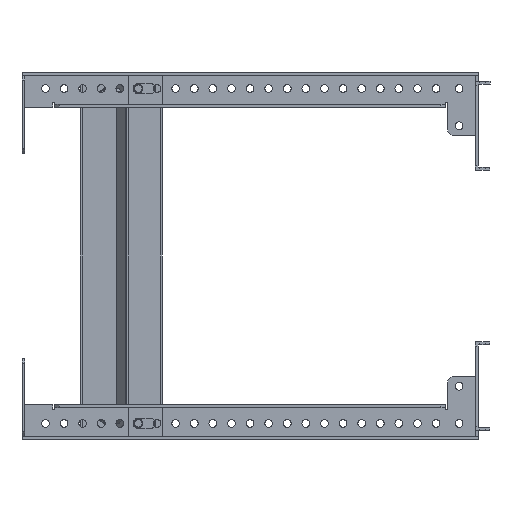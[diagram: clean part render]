
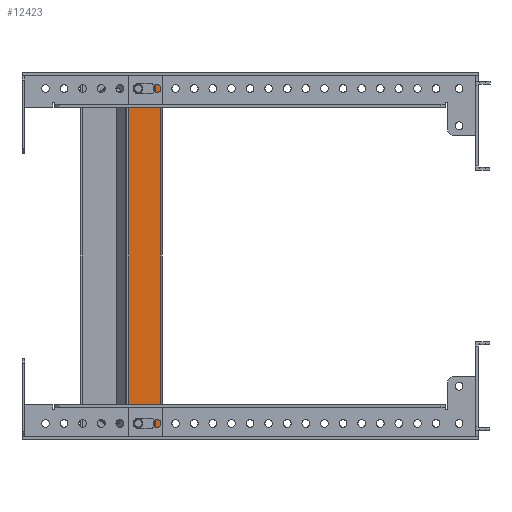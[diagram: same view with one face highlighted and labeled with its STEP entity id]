
A CAD part, front view. The second image highlights one B-rep face of the part: STEP entity #12423.
In plain terms, the highlighted planar face has unit normal (0, -1, 0).
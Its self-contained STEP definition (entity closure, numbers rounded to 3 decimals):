
#583 = LINE ( 'NONE', #16022, #37762 ) ;
#1177 = CARTESIAN_POINT ( 'NONE',  ( 1105.77, -253.815, -122.5 ) ) ;
#1259 = EDGE_CURVE ( 'NONE', #1280, #34043, #33985, .T. ) ;
#1280 = VERTEX_POINT ( 'NONE', #5053 ) ;
#2053 = EDGE_LOOP ( 'NONE', ( #24187, #32544, #6664, #32648 ) ) ;
#2102 = CARTESIAN_POINT ( 'NONE',  ( 1112.27, -253.815, -109. ) ) ;
#3705 = EDGE_CURVE ( 'NONE', #35795, #10463, #11270, .T. ) ;
#4057 = ORIENTED_EDGE ( 'NONE', *, *, #7365, .T. ) ;
#4627 = VECTOR ( 'NONE', #20009, 1000. ) ;
#4964 = EDGE_CURVE ( 'NONE', #32550, #33865, #31160, .T. ) ;
#5053 = CARTESIAN_POINT ( 'NONE',  ( 1108.77, -253.815, 112.5 ) ) ;
#5099 = CIRCLE ( 'NONE', #19803, 3.5 ) ;
#5815 = CARTESIAN_POINT ( 'NONE',  ( 1112.27, -253.815, -112.5 ) ) ;
#5843 = CARTESIAN_POINT ( 'NONE',  ( 1112.27, -253.815, -112.5 ) ) ;
#6013 = PLANE ( 'NONE',  #13694 ) ;
#6664 = ORIENTED_EDGE ( 'NONE', *, *, #11298, .F. ) ;
#7076 = EDGE_LOOP ( 'NONE', ( #11510, #28278, #40481, #17139, #15857 ) ) ;
#7365 = EDGE_CURVE ( 'NONE', #38034, #30371, #583, .T. ) ;
#8518 = DIRECTION ( 'NONE',  ( -1., 0., 0. ) ) ;
#9103 = EDGE_CURVE ( 'NONE', #30371, #1280, #35824, .T. ) ;
#9265 = AXIS2_PLACEMENT_3D ( 'NONE', #5843, #11693, #14839 ) ;
#9482 = AXIS2_PLACEMENT_3D ( 'NONE', #5815, #28116, #12267 ) ;
#9797 = ORIENTED_EDGE ( 'NONE', *, *, #1259, .T. ) ;
#10287 = DIRECTION ( 'NONE',  ( -1., 0., 0. ) ) ;
#10463 = VERTEX_POINT ( 'NONE', #12593 ) ;
#11270 = LINE ( 'NONE', #11482, #12737 ) ;
#11298 = EDGE_CURVE ( 'NONE', #36758, #37849, #23956, .T. ) ;
#11311 = CARTESIAN_POINT ( 'NONE',  ( 1105.77, -253.815, 122.5 ) ) ;
#11482 = CARTESIAN_POINT ( 'NONE',  ( 1112.27, -253.815, -116. ) ) ;
#11510 = ORIENTED_EDGE ( 'NONE', *, *, #3705, .F. ) ;
#11672 = FACE_OUTER_BOUND ( 'NONE', #2053, .T. ) ;
#11693 = DIRECTION ( 'NONE',  ( 0., -1., 0. ) ) ;
#11815 = CARTESIAN_POINT ( 'NONE',  ( 1120.27, -253.815, -112.5 ) ) ;
#11913 = DIRECTION ( 'NONE',  ( 1., 0., 0. ) ) ;
#12262 = CARTESIAN_POINT ( 'NONE',  ( 1112.27, -253.815, 112.5 ) ) ;
#12267 = DIRECTION ( 'NONE',  ( -1., 0., 0. ) ) ;
#12423 = ADVANCED_FACE ( 'NONE', ( #11672, #37128, #21683 ), #6013, .F. ) ;
#12593 = CARTESIAN_POINT ( 'NONE',  ( 1120.27, -253.815, -116. ) ) ;
#12737 = VECTOR ( 'NONE', #16955, 1000. ) ;
#13036 = CARTESIAN_POINT ( 'NONE',  ( 1112.27, -253.815, 116. ) ) ;
#13313 = EDGE_CURVE ( 'NONE', #10463, #34636, #5099, .T. ) ;
#13346 = CARTESIAN_POINT ( 'NONE',  ( 1112.27, -253.815, 109. ) ) ;
#13430 = DIRECTION ( 'NONE',  ( 0., 1., 0. ) ) ;
#13515 = DIRECTION ( 'NONE',  ( -1., 0., 0. ) ) ;
#13694 = AXIS2_PLACEMENT_3D ( 'NONE', #18986, #37727, #19189 ) ;
#13697 = CIRCLE ( 'NONE', #19042, 3.5 ) ;
#14798 = DIRECTION ( 'NONE',  ( -1., 0., 0. ) ) ;
#14839 = DIRECTION ( 'NONE',  ( -1., 0., 0. ) ) ;
#15103 = EDGE_CURVE ( 'NONE', #36273, #26978, #34120, .T. ) ;
#15508 = EDGE_CURVE ( 'NONE', #36758, #33865, #35388, .T. ) ;
#15597 = VECTOR ( 'NONE', #36286, 1000. ) ;
#15770 = CARTESIAN_POINT ( 'NONE',  ( 1105.77, -253.815, -122.5 ) ) ;
#15838 = AXIS2_PLACEMENT_3D ( 'NONE', #12262, #24989, #37722 ) ;
#15857 = ORIENTED_EDGE ( 'NONE', *, *, #13313, .F. ) ;
#15889 = CARTESIAN_POINT ( 'NONE',  ( 1105.77, -253.815, 122.5 ) ) ;
#16022 = CARTESIAN_POINT ( 'NONE',  ( 1112.27, -253.815, 109. ) ) ;
#16955 = DIRECTION ( 'NONE',  ( 1., 0., 0. ) ) ;
#17139 = ORIENTED_EDGE ( 'NONE', *, *, #20120, .F. ) ;
#17619 = ORIENTED_EDGE ( 'NONE', *, *, #9103, .T. ) ;
#17657 = VECTOR ( 'NONE', #28472, 1000. ) ;
#17809 = DIRECTION ( 'NONE',  ( -1., 0., 0. ) ) ;
#17920 = ORIENTED_EDGE ( 'NONE', *, *, #27021, .T. ) ;
#17956 = CARTESIAN_POINT ( 'NONE',  ( 1120.27, -253.815, 112.5 ) ) ;
#18537 = DIRECTION ( 'NONE',  ( 0., -1., 0. ) ) ;
#18986 = CARTESIAN_POINT ( 'NONE',  ( 1150.737, -253.815, 0. ) ) ;
#19042 = AXIS2_PLACEMENT_3D ( 'NONE', #17956, #39414, #14798 ) ;
#19189 = DIRECTION ( 'NONE',  ( 1., 0., 0. ) ) ;
#19211 = CARTESIAN_POINT ( 'NONE',  ( 1112.27, -253.815, -116. ) ) ;
#19803 = AXIS2_PLACEMENT_3D ( 'NONE', #11815, #18537, #8518 ) ;
#20009 = DIRECTION ( 'NONE',  ( 1., 0., 0. ) ) ;
#20120 = EDGE_CURVE ( 'NONE', #34636, #36273, #30923, .T. ) ;
#20309 = VECTOR ( 'NONE', #11913, 1000. ) ;
#21510 = CARTESIAN_POINT ( 'NONE',  ( 1120.27, -253.815, 116. ) ) ;
#21683 = FACE_BOUND ( 'NONE', #32990, .T. ) ;
#21915 = CARTESIAN_POINT ( 'NONE',  ( 1112.27, -253.815, 116. ) ) ;
#21941 = CIRCLE ( 'NONE', #9265, 3.5 ) ;
#22581 = CARTESIAN_POINT ( 'NONE',  ( 1128.272, -253.815, -122.5 ) ) ;
#22653 = DIRECTION ( 'NONE',  ( 0., 0., 1. ) ) ;
#23714 = CARTESIAN_POINT ( 'NONE',  ( 1128.272, -253.815, 122.5 ) ) ;
#23956 = LINE ( 'NONE', #36883, #15597 ) ;
#24187 = ORIENTED_EDGE ( 'NONE', *, *, #4964, .F. ) ;
#24989 = DIRECTION ( 'NONE',  ( 0., 1., 0. ) ) ;
#26978 = VERTEX_POINT ( 'NONE', #27290 ) ;
#27021 = EDGE_CURVE ( 'NONE', #41179, #38034, #13697, .T. ) ;
#27290 = CARTESIAN_POINT ( 'NONE',  ( 1108.77, -253.815, -112.5 ) ) ;
#28116 = DIRECTION ( 'NONE',  ( 0., -1., 0. ) ) ;
#28278 = ORIENTED_EDGE ( 'NONE', *, *, #34550, .F. ) ;
#28472 = DIRECTION ( 'NONE',  ( 0., 0., 1. ) ) ;
#28496 = CARTESIAN_POINT ( 'NONE',  ( 1128.272, -253.815, -125.859 ) ) ;
#29295 = CARTESIAN_POINT ( 'NONE',  ( 1112.27, -253.815, 112.5 ) ) ;
#30371 = VERTEX_POINT ( 'NONE', #13346 ) ;
#30615 = EDGE_CURVE ( 'NONE', #37849, #32550, #31646, .T. ) ;
#30923 = LINE ( 'NONE', #2102, #36505 ) ;
#31160 = LINE ( 'NONE', #11311, #20309 ) ;
#31362 = AXIS2_PLACEMENT_3D ( 'NONE', #29295, #13430, #10287 ) ;
#31646 = LINE ( 'NONE', #15770, #17657 ) ;
#32544 = ORIENTED_EDGE ( 'NONE', *, *, #30615, .F. ) ;
#32550 = VERTEX_POINT ( 'NONE', #15889 ) ;
#32648 = ORIENTED_EDGE ( 'NONE', *, *, #15508, .T. ) ;
#32990 = EDGE_LOOP ( 'NONE', ( #17619, #9797, #37940, #17920, #4057 ) ) ;
#33369 = CARTESIAN_POINT ( 'NONE',  ( 1112.27, -253.815, -109. ) ) ;
#33865 = VERTEX_POINT ( 'NONE', #23714 ) ;
#33985 = CIRCLE ( 'NONE', #31362, 3.5 ) ;
#34043 = VERTEX_POINT ( 'NONE', #13036 ) ;
#34120 = CIRCLE ( 'NONE', #9482, 3.5 ) ;
#34550 = EDGE_CURVE ( 'NONE', #26978, #35795, #21941, .T. ) ;
#34636 = VERTEX_POINT ( 'NONE', #35840 ) ;
#34648 = EDGE_CURVE ( 'NONE', #34043, #41179, #38155, .T. ) ;
#35388 = LINE ( 'NONE', #28496, #40708 ) ;
#35795 = VERTEX_POINT ( 'NONE', #19211 ) ;
#35824 = CIRCLE ( 'NONE', #15838, 3.5 ) ;
#35840 = CARTESIAN_POINT ( 'NONE',  ( 1120.27, -253.815, -109. ) ) ;
#36273 = VERTEX_POINT ( 'NONE', #33369 ) ;
#36286 = DIRECTION ( 'NONE',  ( -1., 0., 0. ) ) ;
#36505 = VECTOR ( 'NONE', #17809, 1000. ) ;
#36758 = VERTEX_POINT ( 'NONE', #22581 ) ;
#36883 = CARTESIAN_POINT ( 'NONE',  ( 1150.113, -253.815, -122.5 ) ) ;
#37128 = FACE_BOUND ( 'NONE', #7076, .T. ) ;
#37722 = DIRECTION ( 'NONE',  ( -1., 0., 0. ) ) ;
#37727 = DIRECTION ( 'NONE',  ( 0., 1., 0. ) ) ;
#37762 = VECTOR ( 'NONE', #13515, 1000. ) ;
#37849 = VERTEX_POINT ( 'NONE', #1177 ) ;
#37940 = ORIENTED_EDGE ( 'NONE', *, *, #34648, .T. ) ;
#38034 = VERTEX_POINT ( 'NONE', #40751 ) ;
#38155 = LINE ( 'NONE', #21915, #4627 ) ;
#39414 = DIRECTION ( 'NONE',  ( 0., 1., 0. ) ) ;
#40481 = ORIENTED_EDGE ( 'NONE', *, *, #15103, .F. ) ;
#40708 = VECTOR ( 'NONE', #22653, 1000. ) ;
#40751 = CARTESIAN_POINT ( 'NONE',  ( 1120.27, -253.815, 109. ) ) ;
#41179 = VERTEX_POINT ( 'NONE', #21510 ) ;
